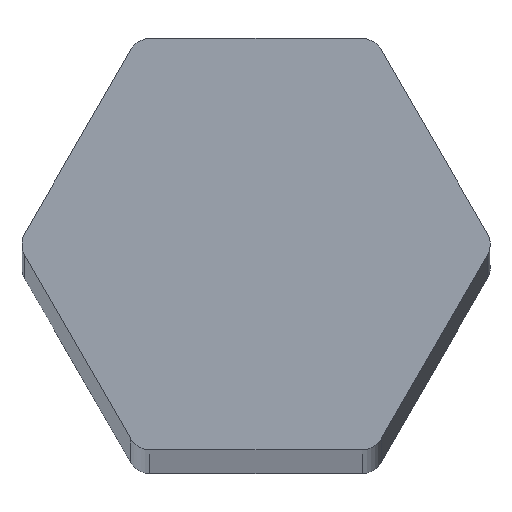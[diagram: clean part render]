
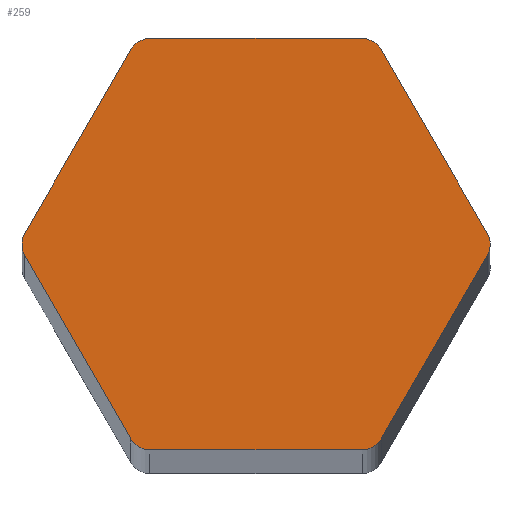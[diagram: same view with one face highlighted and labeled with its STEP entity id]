
A CAD part, top view. The second image highlights one B-rep face of the part: STEP entity #259.
In plain terms, the highlighted planar face has unit normal (0, 0, 1).
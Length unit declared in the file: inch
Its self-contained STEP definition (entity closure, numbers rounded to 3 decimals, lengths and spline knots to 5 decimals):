
#31=FACE_OUTER_BOUND('',#45,.T.);
#45=EDGE_LOOP('',(#217,#218,#219,#220,#221,#222,#223,#224,#225,#226,#227,
#228));
#55=CIRCLE('',#293,0.02);
#56=CIRCLE('',#296,0.02);
#57=CIRCLE('',#299,0.02);
#58=CIRCLE('',#305,0.02);
#59=CIRCLE('',#306,0.02);
#60=CIRCLE('',#307,0.02);
#70=LINE('',#424,#94);
#73=LINE('',#432,#97);
#76=LINE('',#440,#100);
#78=LINE('',#445,#102);
#80=LINE('',#449,#104);
#83=LINE('',#455,#107);
#94=VECTOR('',#342,39.37008);
#97=VECTOR('',#351,39.37008);
#100=VECTOR('',#360,39.37008);
#102=VECTOR('',#364,39.37008);
#104=VECTOR('',#368,39.37008);
#107=VECTOR('',#373,39.37008);
#121=VERTEX_POINT('',#416);
#122=VERTEX_POINT('',#418);
#123=VERTEX_POINT('',#422);
#124=VERTEX_POINT('',#426);
#125=VERTEX_POINT('',#430);
#126=VERTEX_POINT('',#434);
#127=VERTEX_POINT('',#438);
#128=VERTEX_POINT('',#442);
#129=VERTEX_POINT('',#444);
#130=VERTEX_POINT('',#448);
#131=VERTEX_POINT('',#452);
#132=VERTEX_POINT('',#454);
#146=EDGE_CURVE('',#122,#121,#55,.T.);
#149=EDGE_CURVE('',#121,#123,#70,.T.);
#151=EDGE_CURVE('',#123,#124,#56,.T.);
#153=EDGE_CURVE('',#124,#125,#73,.T.);
#155=EDGE_CURVE('',#125,#126,#57,.T.);
#157=EDGE_CURVE('',#126,#127,#76,.T.);
#159=EDGE_CURVE('',#129,#128,#78,.T.);
#161=EDGE_CURVE('',#130,#122,#80,.T.);
#164=EDGE_CURVE('',#132,#131,#83,.T.);
#166=EDGE_CURVE('',#127,#132,#58,.T.);
#167=EDGE_CURVE('',#131,#129,#59,.T.);
#168=EDGE_CURVE('',#128,#130,#60,.T.);
#217=ORIENTED_EDGE('',*,*,#153,.T.);
#218=ORIENTED_EDGE('',*,*,#155,.T.);
#219=ORIENTED_EDGE('',*,*,#157,.T.);
#220=ORIENTED_EDGE('',*,*,#166,.T.);
#221=ORIENTED_EDGE('',*,*,#164,.T.);
#222=ORIENTED_EDGE('',*,*,#167,.T.);
#223=ORIENTED_EDGE('',*,*,#159,.T.);
#224=ORIENTED_EDGE('',*,*,#168,.T.);
#225=ORIENTED_EDGE('',*,*,#161,.T.);
#226=ORIENTED_EDGE('',*,*,#146,.T.);
#227=ORIENTED_EDGE('',*,*,#149,.T.);
#228=ORIENTED_EDGE('',*,*,#151,.T.);
#248=PLANE('',#304);
#259=ADVANCED_FACE('',(#31),#248,.T.);
#293=AXIS2_PLACEMENT_3D('',#419,#336,#337);
#296=AXIS2_PLACEMENT_3D('',#428,#346,#347);
#299=AXIS2_PLACEMENT_3D('',#436,#355,#356);
#304=AXIS2_PLACEMENT_3D('',#457,#375,#376);
#305=AXIS2_PLACEMENT_3D('',#458,#377,#378);
#306=AXIS2_PLACEMENT_3D('',#459,#379,#380);
#307=AXIS2_PLACEMENT_3D('',#460,#381,#382);
#336=DIRECTION('center_axis',(0.,0.,1.));
#337=DIRECTION('ref_axis',(1.,0.,0.));
#342=DIRECTION('',(-0.5,-0.866,0.));
#346=DIRECTION('center_axis',(0.,0.,1.));
#347=DIRECTION('ref_axis',(1.,0.,0.));
#351=DIRECTION('',(0.5,-0.866,0.));
#355=DIRECTION('center_axis',(0.,0.,1.));
#356=DIRECTION('ref_axis',(1.,0.,0.));
#360=DIRECTION('',(1.,0.,0.));
#364=DIRECTION('',(-0.5,0.866,0.));
#368=DIRECTION('',(-1.,0.,0.));
#373=DIRECTION('',(0.5,0.866,0.));
#375=DIRECTION('center_axis',(0.,0.,1.));
#376=DIRECTION('ref_axis',(1.,0.,0.));
#377=DIRECTION('center_axis',(0.,0.,1.));
#378=DIRECTION('ref_axis',(1.,0.,0.));
#379=DIRECTION('center_axis',(0.,0.,1.));
#380=DIRECTION('ref_axis',(1.,0.,0.));
#381=DIRECTION('center_axis',(0.,0.,1.));
#382=DIRECTION('ref_axis',(1.,0.,0.));
#416=CARTESIAN_POINT('',(-0.11374,0.177,18.));
#418=CARTESIAN_POINT('',(-0.09642,0.187,18.));
#419=CARTESIAN_POINT('Origin',(-0.09642,0.167,18.));
#422=CARTESIAN_POINT('',(-0.21016,0.01,18.));
#424=CARTESIAN_POINT('',(-0.10796,0.187,18.));
#426=CARTESIAN_POINT('',(-0.21016,-0.01,18.));
#428=CARTESIAN_POINT('Origin',(-0.19283,0.,
18.));
#430=CARTESIAN_POINT('',(-0.11374,-0.177,18.));
#432=CARTESIAN_POINT('',(-0.21593,0.,18.));
#434=CARTESIAN_POINT('',(-0.09642,-0.187,18.));
#436=CARTESIAN_POINT('Origin',(-0.09642,-0.167,18.));
#438=CARTESIAN_POINT('',(0.09642,-0.187,18.));
#440=CARTESIAN_POINT('',(-0.10796,-0.187,18.));
#442=CARTESIAN_POINT('',(0.11374,0.177,18.));
#444=CARTESIAN_POINT('',(0.21016,0.01,18.));
#445=CARTESIAN_POINT('',(0.21593,0.,18.));
#448=CARTESIAN_POINT('',(0.09642,0.187,18.));
#449=CARTESIAN_POINT('',(0.10796,0.187,18.));
#452=CARTESIAN_POINT('',(0.21016,-0.01,18.));
#454=CARTESIAN_POINT('',(0.11374,-0.177,18.));
#455=CARTESIAN_POINT('',(0.10796,-0.187,18.));
#457=CARTESIAN_POINT('Origin',(0.10796,0.187,18.));
#458=CARTESIAN_POINT('Origin',(0.09642,-0.167,18.));
#459=CARTESIAN_POINT('Origin',(0.19283,0.,18.));
#460=CARTESIAN_POINT('Origin',(0.09642,0.167,18.));
